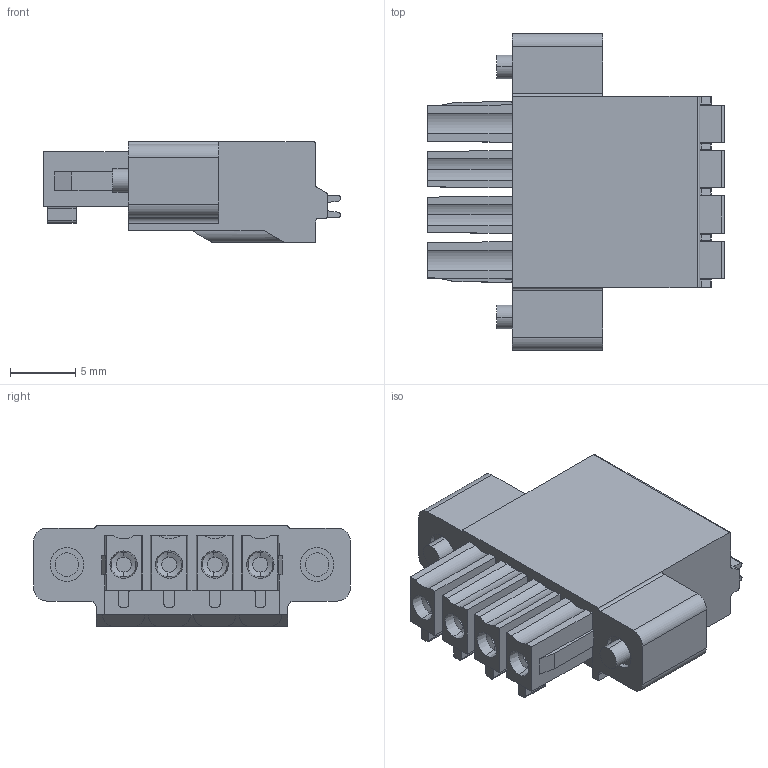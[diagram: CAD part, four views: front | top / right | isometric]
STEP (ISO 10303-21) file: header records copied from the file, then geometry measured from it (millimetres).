
FILE_DESCRIPTION((''),'2;1');
FILE_NAME('PRT0001','2024-09-24T',('sheji'),(''),'PRO/ENGINEER BY PARAMETRIC TECHNOLOGY CORPORATION, 2015240','PRO/ENGINEER BY PARAMETRIC TECHNOLOGY CORPORATION, 2015240','');
FILE_SCHEMA(('CONFIG_CONTROL_DESIGN'));
Length unit declared in the file: millimetre
Products named in the file (1): PRT0001
Bounding box: 22.8 x 24.3 x 7.75 mm (x, y, z)
Volume: 2140.7 mm3; surface area: 1774.6 mm2
Topology: 1 solids, 1 shells, 317 faces, 837 edges, 547 vertices
Faces by surface type: plane 178, cylinder 115, cone 24
Entity records: 10051 total; most frequent: CARTESIAN_POINT 1997, DIRECTION 1683, ORIENTED_EDGE 1674, EDGE_CURVE 837, AXIS2_PLACEMENT_3D 571, VERTEX_POINT 547, VECTOR 541, LINE 541
